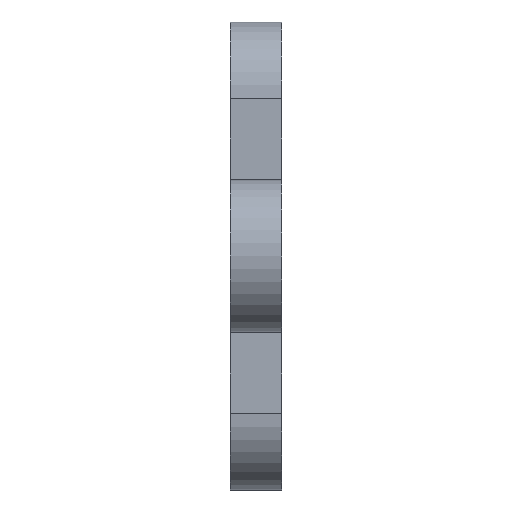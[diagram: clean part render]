
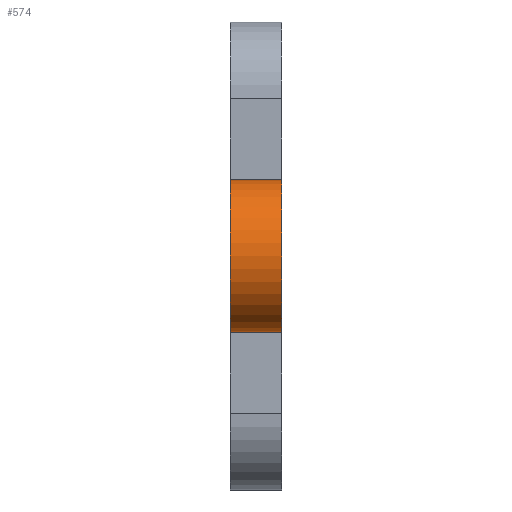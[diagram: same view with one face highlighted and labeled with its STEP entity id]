
A CAD part, left-side view. The second image highlights one B-rep face of the part: STEP entity #574.
In plain terms, the highlighted cylindrical face has radius 4.763 mm (diameter 9.525 mm), a partial arc.
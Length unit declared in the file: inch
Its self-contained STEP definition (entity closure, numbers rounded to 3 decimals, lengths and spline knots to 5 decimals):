
#16 = CYLINDRICAL_SURFACE ( 'NONE', #358, 0.1875 ) ;
#36 = FACE_OUTER_BOUND ( 'NONE', #678, .T. ) ;
#69 = CARTESIAN_POINT ( 'NONE',  ( -0.385, -0.84748, 0.1875 ) ) ;
#96 = DIRECTION ( 'NONE',  ( 0., 1., 0. ) ) ;
#108 = VERTEX_POINT ( 'NONE', #613 ) ;
#160 = DIRECTION ( 'NONE',  ( 0., 1., 0. ) ) ;
#161 = VERTEX_POINT ( 'NONE', #489 ) ;
#205 = VECTOR ( 'NONE', #96, 39.37008 ) ;
#346 = VERTEX_POINT ( 'NONE', #727 ) ;
#347 = CARTESIAN_POINT ( 'NONE',  ( -0.385, 0., 0. ) ) ;
#358 = AXIS2_PLACEMENT_3D ( 'NONE', #545, #532, #829 ) ;
#366 = LINE ( 'NONE', #69, #205 ) ;
#372 = ORIENTED_EDGE ( 'NONE', *, *, #432, .T. ) ;
#395 = CIRCLE ( 'NONE', #549, 0.1875 ) ;
#404 = CIRCLE ( 'NONE', #485, 0.1875 ) ;
#415 = DIRECTION ( 'NONE',  ( 0., 0., 1. ) ) ;
#426 = DIRECTION ( 'NONE',  ( 0., 1., 0. ) ) ;
#432 = EDGE_CURVE ( 'NONE', #161, #108, #366, .T. ) ;
#469 = DIRECTION ( 'NONE',  ( 0., -1., 0. ) ) ;
#471 = VECTOR ( 'NONE', #426, 39.37008 ) ;
#485 = AXIS2_PLACEMENT_3D ( 'NONE', #589, #160, #686 ) ;
#489 = CARTESIAN_POINT ( 'NONE',  ( -0.385, 0., 0.1875 ) ) ;
#532 = DIRECTION ( 'NONE',  ( 0., 1., 0. ) ) ;
#545 = CARTESIAN_POINT ( 'NONE',  ( -0.385, -0.84748, 0. ) ) ;
#546 = CARTESIAN_POINT ( 'NONE',  ( -0.385, 0., -0.1875 ) ) ;
#549 = AXIS2_PLACEMENT_3D ( 'NONE', #347, #469, #415 ) ;
#574 = ADVANCED_FACE ( 'NONE', ( #36 ), #16, .T. ) ;
#589 = CARTESIAN_POINT ( 'NONE',  ( -0.385, 0.125, 0. ) ) ;
#613 = CARTESIAN_POINT ( 'NONE',  ( -0.385, 0.125, 0.1875 ) ) ;
#633 = VERTEX_POINT ( 'NONE', #546 ) ;
#653 = EDGE_CURVE ( 'NONE', #161, #633, #395, .T. ) ;
#671 = LINE ( 'NONE', #882, #471 ) ;
#678 = EDGE_LOOP ( 'NONE', ( #793, #372, #707, #710 ) ) ;
#686 = DIRECTION ( 'NONE',  ( 0., 0., 1. ) ) ;
#707 = ORIENTED_EDGE ( 'NONE', *, *, #862, .F. ) ;
#710 = ORIENTED_EDGE ( 'NONE', *, *, #741, .F. ) ;
#727 = CARTESIAN_POINT ( 'NONE',  ( -0.385, 0.125, -0.1875 ) ) ;
#741 = EDGE_CURVE ( 'NONE', #633, #346, #671, .T. ) ;
#793 = ORIENTED_EDGE ( 'NONE', *, *, #653, .F. ) ;
#829 = DIRECTION ( 'NONE',  ( 0., 0., 1. ) ) ;
#862 = EDGE_CURVE ( 'NONE', #346, #108, #404, .T. ) ;
#882 = CARTESIAN_POINT ( 'NONE',  ( -0.385, -0.84748, -0.1875 ) ) ;
